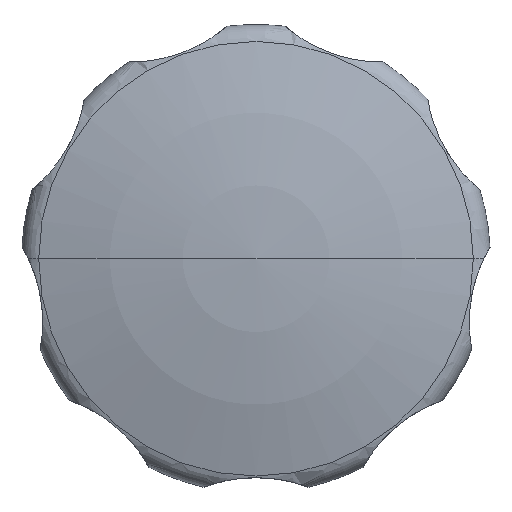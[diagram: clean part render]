
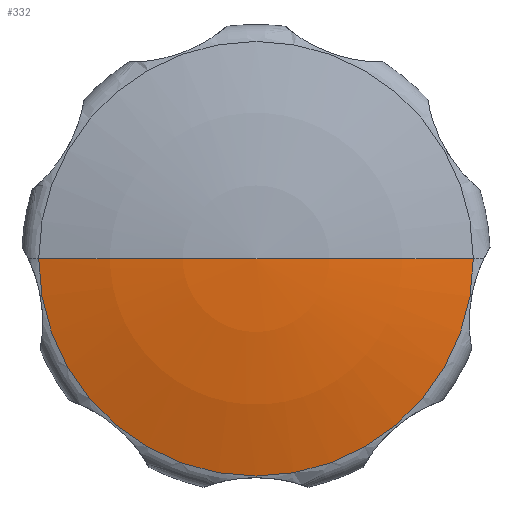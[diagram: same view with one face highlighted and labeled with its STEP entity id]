
A CAD part, top view. The second image highlights one B-rep face of the part: STEP entity #332.
In plain terms, the highlighted spherical face has radius 67.309 mm.
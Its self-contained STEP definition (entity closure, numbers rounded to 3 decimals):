
#332=ADVANCED_FACE('',(#749),#750,.T.);
#360=EDGE_CURVE('',#466,#366,#781,.T.);
#366=VERTEX_POINT('',#787);
#386=EDGE_CURVE('',#464,#366,#809,.T.);
#464=VERTEX_POINT('',#893);
#466=VERTEX_POINT('',#895);
#512=EDGE_CURVE('',#466,#464,#943,.T.);
#749=FACE_OUTER_BOUND('',#1350,.T.);
#750=SPHERICAL_SURFACE('',#1351,67.309);
#781=CIRCLE('',#1412,18.551);
#787=CARTESIAN_POINT('',(18.551,0.,42.393));
#809=CIRCLE('',#1505,67.309);
#893=CARTESIAN_POINT('',(0.,0.,45.0));
#895=CARTESIAN_POINT('',(-18.551,0.,42.393));
#943=CIRCLE('',#1896,67.309);
#1350=EDGE_LOOP('',(#2376,#2377,#2378));
#1351=AXIS2_PLACEMENT_3D('',#2379,#2380,#2381);
#1412=AXIS2_PLACEMENT_3D('',#2420,#2421,#2422);
#1505=AXIS2_PLACEMENT_3D('',#2446,#2447,#2448);
#1896=AXIS2_PLACEMENT_3D('',#2566,#2567,#2568);
#2376=ORIENTED_EDGE('',*,*,#512,.F.);
#2377=ORIENTED_EDGE('',*,*,#360,.T.);
#2378=ORIENTED_EDGE('',*,*,#386,.F.);
#2379=CARTESIAN_POINT('',(0.,0.,-22.309));
#2380=DIRECTION('',(0.,0.,1.0));
#2381=DIRECTION('',(-1.0,0.,0.0));
#2420=CARTESIAN_POINT('',(0.,0.,42.393));
#2421=DIRECTION('',(0.,0.,1.0));
#2422=DIRECTION('',(-1.0,0.,0.));
#2446=CARTESIAN_POINT('',(0.,0.,-22.309));
#2447=DIRECTION('',(0.,1.0,0.));
#2448=DIRECTION('',(0.0,0.,-1.0));
#2566=CARTESIAN_POINT('',(0.,0.,-22.309));
#2567=DIRECTION('',(0.,1.0,0.));
#2568=DIRECTION('',(0.0,0.,-1.0));
